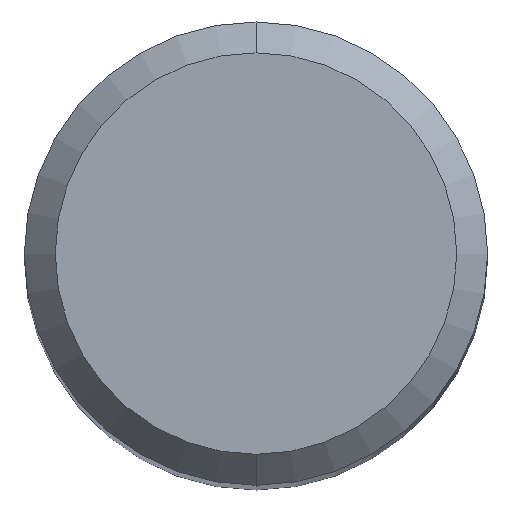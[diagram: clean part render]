
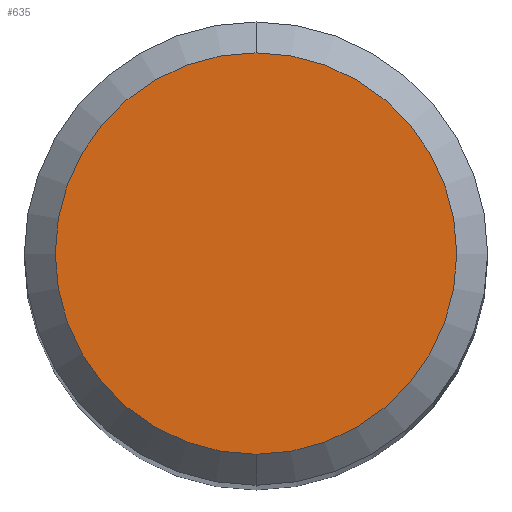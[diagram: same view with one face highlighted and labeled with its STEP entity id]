
A CAD part, top view. The second image highlights one B-rep face of the part: STEP entity #635.
In plain terms, the highlighted planar face has unit normal (0, 0, 1).
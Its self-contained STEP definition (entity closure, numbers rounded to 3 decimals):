
#477=VERTEX_POINT('',#1155);
#635=ADVANCED_FACE('',(#1331),#1332,.T.);
#643=EDGE_CURVE('',#829,#477,#1340,.T.);
#829=VERTEX_POINT('',#1546);
#833=EDGE_CURVE('',#477,#829,#1550,.T.);
#1155=CARTESIAN_POINT('',(0.,-2.6,0.0));
#1331=FACE_OUTER_BOUND('',#2739,.T.);
#1332=PLANE('',#2740);
#1340=CIRCLE('',#2750,2.6);
#1546=CARTESIAN_POINT('',(0.0,2.6,0.0));
#1550=CIRCLE('',#3471,2.6);
#2739=EDGE_LOOP('',(#4569,#4570));
#2740=AXIS2_PLACEMENT_3D('',#4571,#4572,#4573);
#2750=AXIS2_PLACEMENT_3D('',#4577,#4578,#4579);
#3471=AXIS2_PLACEMENT_3D('',#4837,#4838,#4839);
#4569=ORIENTED_EDGE('',*,*,#643,.F.);
#4570=ORIENTED_EDGE('',*,*,#833,.F.);
#4571=CARTESIAN_POINT('',(0.0,1.3,0.0));
#4572=DIRECTION('',(-0.0,0.0,1.0));
#4573=DIRECTION('',(0.0,-1.0,0.0));
#4577=CARTESIAN_POINT('',(0.0,0.0,0.0));
#4578=DIRECTION('',(0.0,0.0,-1.0));
#4579=DIRECTION('',(0.0,1.0,0.0));
#4837=CARTESIAN_POINT('',(0.0,0.0,0.0));
#4838=DIRECTION('',(0.0,0.0,-1.0));
#4839=DIRECTION('',(0.0,1.0,0.0));
